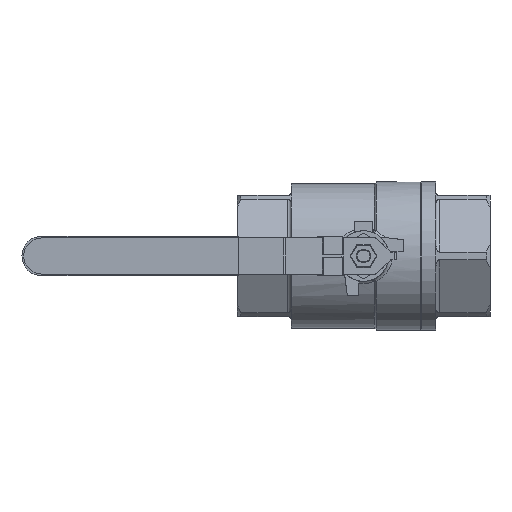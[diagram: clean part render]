
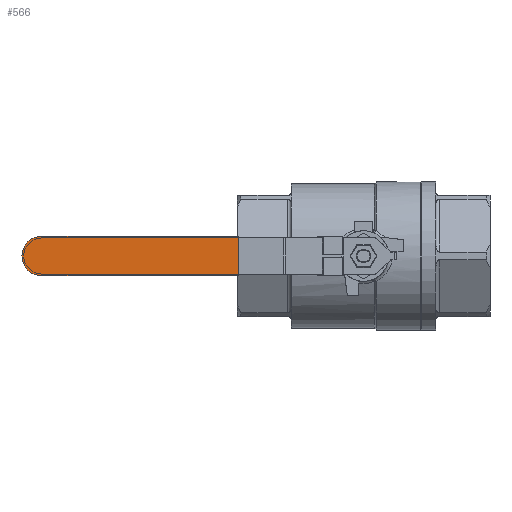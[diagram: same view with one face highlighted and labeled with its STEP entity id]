
A CAD part, left-side view. The second image highlights one B-rep face of the part: STEP entity #566.
In plain terms, the highlighted face is planar.
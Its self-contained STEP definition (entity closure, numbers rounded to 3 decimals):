
#566 = ADVANCED_FACE( '', ( #1231 ), #1232, .F. );
#1231 = FACE_OUTER_BOUND( '', #2422, .T. );
#1232 = PLANE( '', #2423 );
#2422 = EDGE_LOOP( '', ( #4034, #4035, #4036, #4037 ) );
#2423 = AXIS2_PLACEMENT_3D( '', #4038, #4039, #4040 );
#4034 = ORIENTED_EDGE( '', *, *, #5142, .T. );
#4035 = ORIENTED_EDGE( '', *, *, #4966, .T. );
#4036 = ORIENTED_EDGE( '', *, *, #5491, .T. );
#4037 = ORIENTED_EDGE( '', *, *, #4963, .F. );
#4038 = CARTESIAN_POINT( '', ( -11., 120., 2.5 ) );
#4039 = DIRECTION( '', ( 0., 0., -1. ) );
#4040 = DIRECTION( '', ( -1., 0., 0. ) );
#4963 = EDGE_CURVE( '', #5884, #5886, #5887, .T. );
#4966 = EDGE_CURVE( '', #5890, #5891, #5892, .T. );
#5142 = EDGE_CURVE( '', #5884, #5890, #6180, .F. );
#5491 = EDGE_CURVE( '', #5891, #5886, #6696, .T. );
#5884 = VERTEX_POINT( '', #7703 );
#5886 = VERTEX_POINT( '', #7706 );
#5887 = LINE( '', #7707, #7708 );
#5890 = VERTEX_POINT( '', #7712 );
#5891 = VERTEX_POINT( '', #7713 );
#5892 = LINE( '', #7714, #7715 );
#6180 = CIRCLE( '', #8446, 11. );
#6696 = LINE( '', #9594, #9595 );
#7703 = CARTESIAN_POINT( '', ( 11., 109., 2.5 ) );
#7706 = CARTESIAN_POINT( '', ( 11., 0., 2.5 ) );
#7707 = CARTESIAN_POINT( '', ( 11., 120., 2.5 ) );
#7708 = VECTOR( '', #10131, 1000. );
#7712 = CARTESIAN_POINT( '', ( -11., 109., 2.5 ) );
#7713 = CARTESIAN_POINT( '', ( -11., 0., 2.5 ) );
#7714 = CARTESIAN_POINT( '', ( -11., 120., 2.5 ) );
#7715 = VECTOR( '', #10133, 1000. );
#8446 = AXIS2_PLACEMENT_3D( '', #10312, #10313, #10314 );
#9594 = CARTESIAN_POINT( '', ( -11., 0., 2.5 ) );
#9595 = VECTOR( '', #10658, 1000. );
#10131 = DIRECTION( '', ( 0., -1., 0. ) );
#10133 = DIRECTION( '', ( 0., -1., 0. ) );
#10312 = CARTESIAN_POINT( '', ( 0., 109., 2.5 ) );
#10313 = DIRECTION( '', ( 0., 0., -1. ) );
#10314 = DIRECTION( '', ( -1., 0., 0. ) );
#10658 = DIRECTION( '', ( 1., 0., 0. ) );
